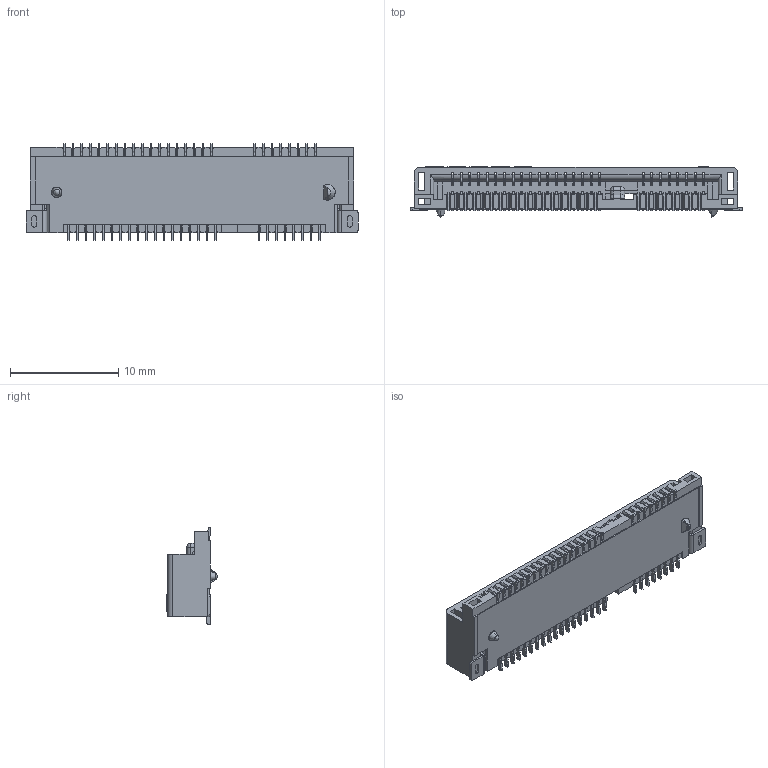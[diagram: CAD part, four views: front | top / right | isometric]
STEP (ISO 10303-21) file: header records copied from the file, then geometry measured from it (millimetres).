
FILE_DESCRIPTION (( 'STEP AP214' ), '1' );
FILE_NAME ('D33217CK.STEP', '2016-03-21T02:03:03', ( '' ), ( '' ), 'SwSTEP 2.0', 'SolidWorks 2016', '' );
FILE_SCHEMA (( 'AUTOMOTIVE_DESIGN' ));
Length unit declared in the file: millimetre
Products named in the file (5): D33217CK - housing; D33217CK - lock_ﾄｬﾈﾏｨｨ_; D33217CK - pinup_ﾄｬﾈﾏｨｨ_; D33217CK - pindown; D33217CK
Assembly tree (54 placements, depth 2):
  D33217CK
    D33217CK - pindown  x26
    D33217CK - housing
    D33217CK - lock_ﾄｬﾈﾏｨｨ_
    D33217CK - pinup_ﾄｬﾈﾏｨｨ_  x26
Bounding box: 30.67 x 4.65 x 8.95 mm (x, y, z)
Volume: 555.2 mm3; surface area: 2439.5 mm2
Topology: 56 solids, 56 shells, 3156 faces, 9406 edges, 6265 vertices
Faces by surface type: plane 2224, cylinder 901, bspline 24, cone 5, sphere 2
Entity records: 43122 total; most frequent: CARTESIAN_POINT 8688, ORIENTED_EDGE 7652, DIRECTION 6431, EDGE_CURVE 3826, LINE 3353, VECTOR 3353, VERTEX_POINT 2540, AXIS2_PLACEMENT_3D 1539
